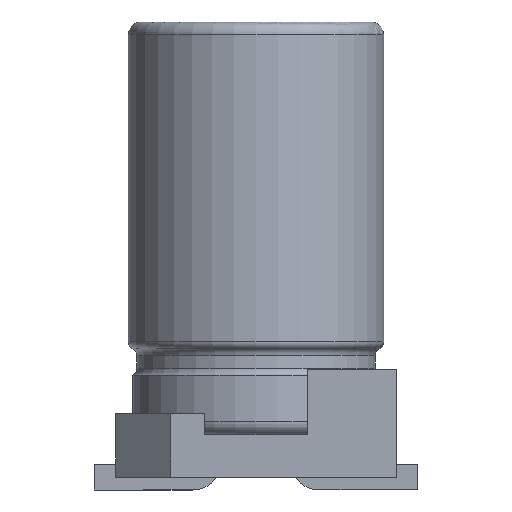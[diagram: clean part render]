
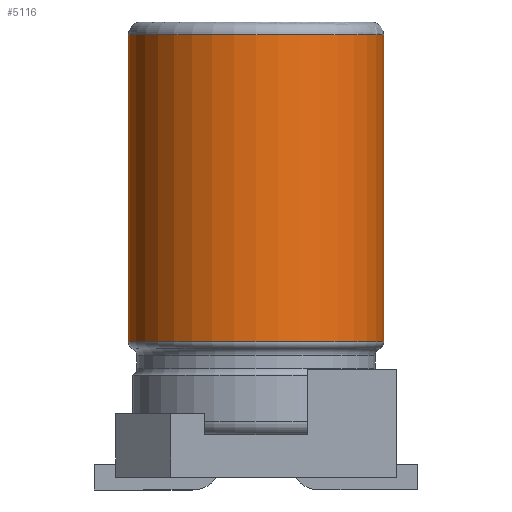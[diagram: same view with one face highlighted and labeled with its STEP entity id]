
A CAD part, front view. The second image highlights one B-rep face of the part: STEP entity #5116.
In plain terms, the highlighted cylindrical face has radius 1.5 mm (diameter 3 mm), a full revolution.
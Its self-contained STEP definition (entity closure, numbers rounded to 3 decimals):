
#26=CYLINDRICAL_SURFACE('',#5318,1.5);
#69=CIRCLE('',#5317,1.5);
#70=CIRCLE('',#5319,1.5);
#683=ORIENTED_EDGE('',*,*,#1584,.T.);
#684=ORIENTED_EDGE('',*,*,#1585,.T.);
#1584=EDGE_CURVE('',#2039,#2039,#69,.T.);
#1585=EDGE_CURVE('',#2040,#2040,#70,.T.);
#2039=VERTEX_POINT('',#7429);
#2040=VERTEX_POINT('',#7432);
#3117=EDGE_LOOP('',(#683));
#3118=EDGE_LOOP('',(#684));
#3356=FACE_BOUND('',#3117,.T.);
#3357=FACE_BOUND('',#3118,.T.);
#5116=ADVANCED_FACE('',(#3356,#3357),#26,.T.);
#5317=AXIS2_PLACEMENT_3D('',#7428,#5961,#5962);
#5318=AXIS2_PLACEMENT_3D('',#7430,#5963,#5964);
#5319=AXIS2_PLACEMENT_3D('',#7431,#5965,#5966);
#5961=DIRECTION('',(0.,0.,1.));
#5962=DIRECTION('',(0.,-1.,0.));
#5963=DIRECTION('',(0.,0.,1.));
#5964=DIRECTION('',(0.,-1.,0.));
#5965=DIRECTION('',(0.,0.,-1.));
#5966=DIRECTION('',(0.,1.,0.));
#7428=CARTESIAN_POINT('',(0.,0.,1.59));
#7429=CARTESIAN_POINT('',(0.,-1.5,1.59));
#7430=CARTESIAN_POINT('',(0.,0.,10.4));
#7431=CARTESIAN_POINT('',(0.,0.,5.2));
#7432=CARTESIAN_POINT('',(0.,1.5,5.2));
